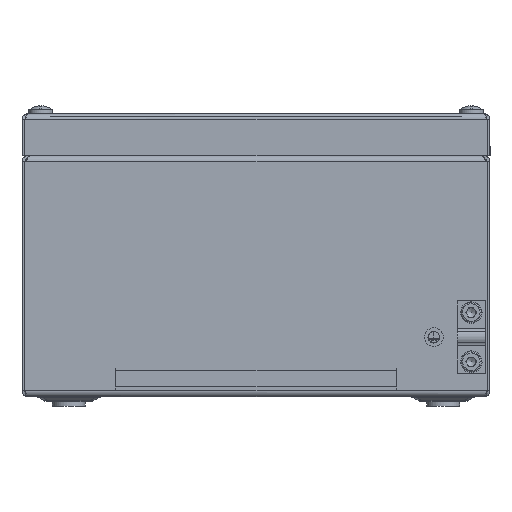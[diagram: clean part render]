
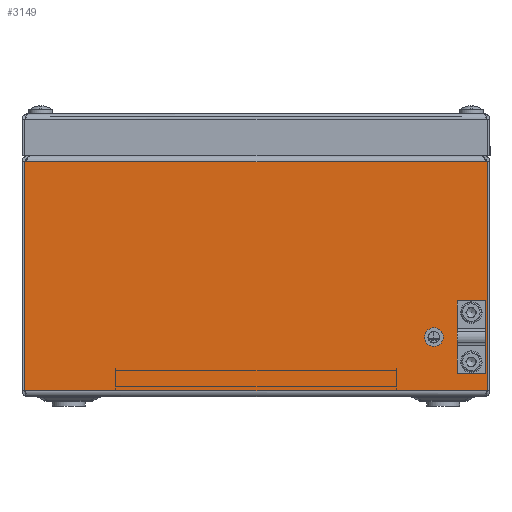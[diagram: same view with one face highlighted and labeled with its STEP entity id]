
A CAD part, left-side view. The second image highlights one B-rep face of the part: STEP entity #3149.
In plain terms, the highlighted planar face has unit normal (-1, 0, 0).
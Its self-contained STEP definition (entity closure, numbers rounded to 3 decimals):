
#167 = FACE_BOUND ( 'NONE', #1905, .T. ) ;
#1008 = EDGE_CURVE ( 'NONE', #7680, #7680, #13441, .T. ) ;
#1188 = CARTESIAN_POINT ( 'NONE',  ( -200., -92., 36. ) ) ;
#1612 = LINE ( 'NONE', #18323, #12763 ) ;
#1883 = EDGE_LOOP ( 'NONE', ( #14890 ) ) ;
#1905 = EDGE_LOOP ( 'NONE', ( #8928 ) ) ;
#1914 = CARTESIAN_POINT ( 'NONE',  ( -200., 98.743, 100.5 ) ) ;
#1955 = CARTESIAN_POINT ( 'NONE',  ( -200., 98.743, 2.5 ) ) ;
#2171 = VERTEX_POINT ( 'NONE', #6489 ) ;
#2611 = DIRECTION ( 'NONE',  ( 0., 0., 1. ) ) ;
#2620 = FACE_BOUND ( 'NONE', #1883, .T. ) ;
#3149 = ADVANCED_FACE ( 'NONE', ( #2620, #167, #14288 ), #6961, .F. ) ;
#4064 = DIRECTION ( 'NONE',  ( 0., 1., 0. ) ) ;
#4687 = ORIENTED_EDGE ( 'NONE', *, *, #11750, .F. ) ;
#5035 = EDGE_CURVE ( 'NONE', #9277, #9277, #11656, .T. ) ;
#5165 = VERTEX_POINT ( 'NONE', #9490 ) ;
#5745 = LINE ( 'NONE', #7340, #13042 ) ;
#5893 = VECTOR ( 'NONE', #16510, 1000. ) ;
#6018 = CARTESIAN_POINT ( 'NONE',  ( -200., -92., 39.5 ) ) ;
#6426 = EDGE_CURVE ( 'NONE', #2171, #5165, #5745, .T. ) ;
#6489 = CARTESIAN_POINT ( 'NONE',  ( -200., -98.743, 100.5 ) ) ;
#6961 = PLANE ( 'NONE',  #7174 ) ;
#6975 = CARTESIAN_POINT ( 'NONE',  ( -200., -92., 15. ) ) ;
#7174 = AXIS2_PLACEMENT_3D ( 'NONE', #12749, #8442, #18586 ) ;
#7340 = CARTESIAN_POINT ( 'NONE',  ( -200., -98.743, 103. ) ) ;
#7354 = CARTESIAN_POINT ( 'NONE',  ( -200., -92., 18.5 ) ) ;
#7680 = VERTEX_POINT ( 'NONE', #7354 ) ;
#8169 = DIRECTION ( 'NONE',  ( 0., 0., 1. ) ) ;
#8419 = CARTESIAN_POINT ( 'NONE',  ( -200., -98.743, 100.5 ) ) ;
#8442 = DIRECTION ( 'NONE',  ( 1., 0., 0. ) ) ;
#8457 = DIRECTION ( 'NONE',  ( 0., 0., 1. ) ) ;
#8810 = DIRECTION ( 'NONE',  ( 0., 0., -1. ) ) ;
#8928 = ORIENTED_EDGE ( 'NONE', *, *, #1008, .F. ) ;
#9277 = VERTEX_POINT ( 'NONE', #6018 ) ;
#9391 = ORIENTED_EDGE ( 'NONE', *, *, #17723, .F. ) ;
#9441 = EDGE_LOOP ( 'NONE', ( #15836, #9391, #4687, #9923 ) ) ;
#9490 = CARTESIAN_POINT ( 'NONE',  ( -200., -98.743, 2.5 ) ) ;
#9923 = ORIENTED_EDGE ( 'NONE', *, *, #6426, .F. ) ;
#10044 = AXIS2_PLACEMENT_3D ( 'NONE', #1188, #11352, #2611 ) ;
#11352 = DIRECTION ( 'NONE',  ( -1., 0., 0. ) ) ;
#11656 = CIRCLE ( 'NONE', #10044, 3.5 ) ;
#11750 = EDGE_CURVE ( 'NONE', #5165, #12359, #17077, .T. ) ;
#12359 = VERTEX_POINT ( 'NONE', #1955 ) ;
#12749 = CARTESIAN_POINT ( 'NONE',  ( -200., -2100., 103. ) ) ;
#12763 = VECTOR ( 'NONE', #8169, 1000. ) ;
#13042 = VECTOR ( 'NONE', #8810, 1000. ) ;
#13441 = CIRCLE ( 'NONE', #13751, 3.5 ) ;
#13751 = AXIS2_PLACEMENT_3D ( 'NONE', #6975, #17197, #8457 ) ;
#14288 = FACE_OUTER_BOUND ( 'NONE', #9441, .T. ) ;
#14837 = VECTOR ( 'NONE', #4064, 1000. ) ;
#14890 = ORIENTED_EDGE ( 'NONE', *, *, #5035, .F. ) ;
#15836 = ORIENTED_EDGE ( 'NONE', *, *, #17846, .T. ) ;
#16510 = DIRECTION ( 'NONE',  ( 0., 1., 0. ) ) ;
#17077 = LINE ( 'NONE', #17868, #5893 ) ;
#17197 = DIRECTION ( 'NONE',  ( -1., 0., 0. ) ) ;
#17723 = EDGE_CURVE ( 'NONE', #12359, #18070, #1612, .T. ) ;
#17846 = EDGE_CURVE ( 'NONE', #2171, #18070, #18659, .T. ) ;
#17868 = CARTESIAN_POINT ( 'NONE',  ( -200., -2100., 2.5 ) ) ;
#18070 = VERTEX_POINT ( 'NONE', #1914 ) ;
#18323 = CARTESIAN_POINT ( 'NONE',  ( -200., 98.743, 103. ) ) ;
#18586 = DIRECTION ( 'NONE',  ( 0., 1., 0. ) ) ;
#18659 = LINE ( 'NONE', #8419, #14837 ) ;
